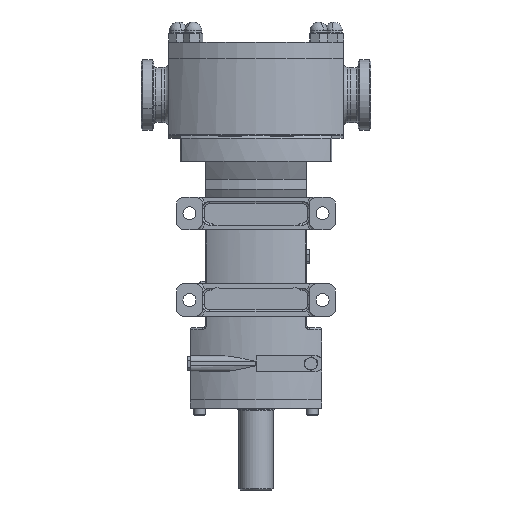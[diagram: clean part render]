
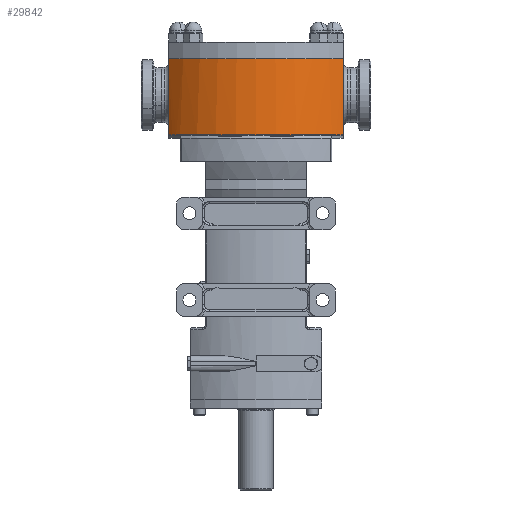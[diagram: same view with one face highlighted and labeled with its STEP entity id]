
A CAD part, front view. The second image highlights one B-rep face of the part: STEP entity #29842.
In plain terms, the highlighted cylindrical face has radius 168 mm (diameter 336 mm), a partial arc.
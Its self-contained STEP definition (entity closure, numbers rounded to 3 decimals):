
#284 = DIRECTION ( 'NONE',  ( -1., 0., 0. ) ) ;
#986 = AXIS2_PLACEMENT_3D ( 'NONE', #20112, #12073, #22724 ) ;
#1082 = LINE ( 'NONE', #22473, #16031 ) ;
#1475 = VECTOR ( 'NONE', #33569, 1000. ) ;
#3469 = VERTEX_POINT ( 'NONE', #21416 ) ;
#3675 = CARTESIAN_POINT ( 'NONE',  ( 0., 0., 366.62 ) ) ;
#4230 = CARTESIAN_POINT ( 'NONE',  ( 0., 0., 471.62 ) ) ;
#4262 = CYLINDRICAL_SURFACE ( 'NONE', #17215, 168. ) ;
#4585 = CIRCLE ( 'NONE', #31473, 168. ) ;
#4951 = CIRCLE ( 'NONE', #14496, 168. ) ;
#5234 = CARTESIAN_POINT ( 'NONE',  ( -121., -116.546, 471.62 ) ) ;
#6186 = CARTESIAN_POINT ( 'NONE',  ( -121., -116.546, 366.62 ) ) ;
#6394 = LINE ( 'NONE', #17459, #1475 ) ;
#6867 = EDGE_LOOP ( 'NONE', ( #11859, #30875, #17228, #23985, #16957, #15600 ) ) ;
#7077 = DIRECTION ( 'NONE',  ( -1., 0., 0. ) ) ;
#7774 = VERTEX_POINT ( 'NONE', #24662 ) ;
#8444 = CARTESIAN_POINT ( 'NONE',  ( -105., -131.145, 366.62 ) ) ;
#8970 = DIRECTION ( 'NONE',  ( 1., 0., 0. ) ) ;
#10260 = DIRECTION ( 'NONE',  ( 0., 0., -1. ) ) ;
#11859 = ORIENTED_EDGE ( 'NONE', *, *, #13650, .T. ) ;
#11888 = AXIS2_PLACEMENT_3D ( 'NONE', #3675, #11952, #8970 ) ;
#11952 = DIRECTION ( 'NONE',  ( 0., 0., 1. ) ) ;
#12073 = DIRECTION ( 'NONE',  ( 0., 0., 1. ) ) ;
#13553 = VERTEX_POINT ( 'NONE', #8444 ) ;
#13650 = EDGE_CURVE ( 'NONE', #25908, #13553, #18033, .T. ) ;
#14496 = AXIS2_PLACEMENT_3D ( 'NONE', #4230, #25441, #33516 ) ;
#15600 = ORIENTED_EDGE ( 'NONE', *, *, #32339, .T. ) ;
#16031 = VECTOR ( 'NONE', #22996, 1000. ) ;
#16957 = ORIENTED_EDGE ( 'NONE', *, *, #31205, .F. ) ;
#17215 = AXIS2_PLACEMENT_3D ( 'NONE', #23548, #10260, #7077 ) ;
#17228 = ORIENTED_EDGE ( 'NONE', *, *, #30591, .T. ) ;
#17459 = CARTESIAN_POINT ( 'NONE',  ( 121., -116.546, 471.62 ) ) ;
#17610 = FACE_OUTER_BOUND ( 'NONE', #6867, .T. ) ;
#18033 = CIRCLE ( 'NONE', #11888, 168. ) ;
#19659 = VERTEX_POINT ( 'NONE', #33854 ) ;
#20112 = CARTESIAN_POINT ( 'NONE',  ( 0., 0., 366.62 ) ) ;
#20615 = EDGE_CURVE ( 'NONE', #3469, #7774, #6394, .T. ) ;
#21000 = DIRECTION ( 'NONE',  ( 0., 0., -1. ) ) ;
#21416 = CARTESIAN_POINT ( 'NONE',  ( 121., -116.546, 471.62 ) ) ;
#22473 = CARTESIAN_POINT ( 'NONE',  ( -121., -116.546, 471.62 ) ) ;
#22724 = DIRECTION ( 'NONE',  ( 1., 0., 0. ) ) ;
#22727 = EDGE_CURVE ( 'NONE', #19659, #13553, #4585, .T. ) ;
#22996 = DIRECTION ( 'NONE',  ( 0., 0., -1. ) ) ;
#23548 = CARTESIAN_POINT ( 'NONE',  ( 0., 0., 471.62 ) ) ;
#23985 = ORIENTED_EDGE ( 'NONE', *, *, #20615, .F. ) ;
#24521 = CIRCLE ( 'NONE', #986, 168. ) ;
#24662 = CARTESIAN_POINT ( 'NONE',  ( 121., -116.546, 366.62 ) ) ;
#25441 = DIRECTION ( 'NONE',  ( 0., 0., 1. ) ) ;
#25908 = VERTEX_POINT ( 'NONE', #6186 ) ;
#29399 = VERTEX_POINT ( 'NONE', #5234 ) ;
#29842 = ADVANCED_FACE ( 'NONE', ( #17610 ), #4262, .T. ) ;
#30591 = EDGE_CURVE ( 'NONE', #19659, #7774, #24521, .T. ) ;
#30875 = ORIENTED_EDGE ( 'NONE', *, *, #22727, .F. ) ;
#31205 = EDGE_CURVE ( 'NONE', #29399, #3469, #4951, .T. ) ;
#31473 = AXIS2_PLACEMENT_3D ( 'NONE', #34332, #21000, #284 ) ;
#32339 = EDGE_CURVE ( 'NONE', #29399, #25908, #1082, .T. ) ;
#33516 = DIRECTION ( 'NONE',  ( 1., 0., 0. ) ) ;
#33569 = DIRECTION ( 'NONE',  ( 0., 0., -1. ) ) ;
#33854 = CARTESIAN_POINT ( 'NONE',  ( 105., -131.145, 366.62 ) ) ;
#34332 = CARTESIAN_POINT ( 'NONE',  ( 0., 0., 366.62 ) ) ;
